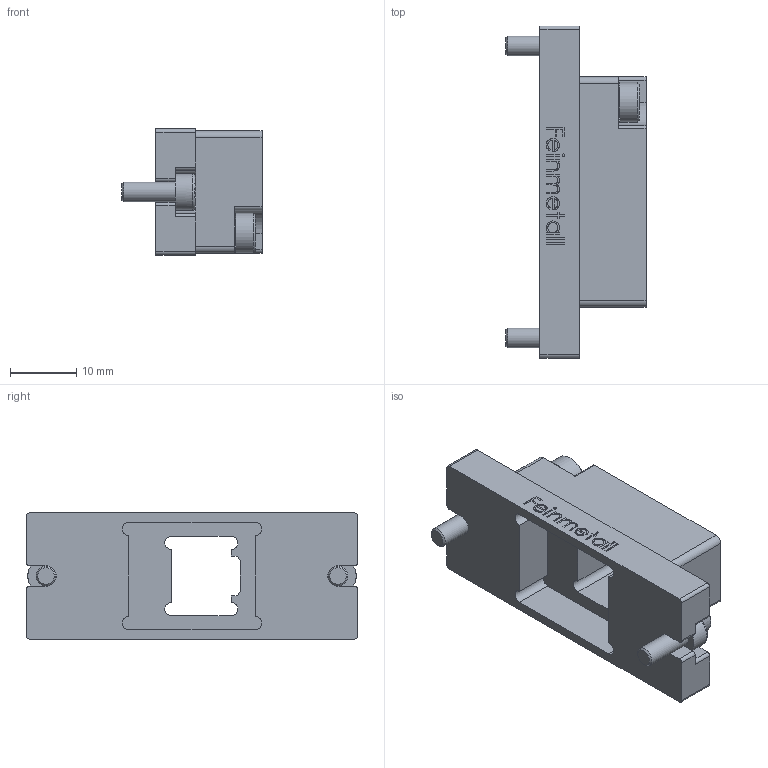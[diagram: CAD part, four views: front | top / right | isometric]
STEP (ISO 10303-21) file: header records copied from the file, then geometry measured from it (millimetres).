
FILE_DESCRIPTION (( 'STEP AP214' ), '1' );
FILE_NAME ('MOD-1023687-TC-H_201.STEP', '2023-05-05T12:43:10', ( '' ), ( '' ), 'SwSTEP 2.0', 'SolidWorks 2020', '' );
FILE_SCHEMA (( 'AUTOMOTIVE_DESIGN' ));
Length unit declared in the file: millimetre
Products named in the file (1): MOD-1023687-TC-H_201
Bounding box: 21.1 x 50 x 19 mm (x, y, z)
Volume: 8688.8 mm3; surface area: 4992.5 mm2
Topology: 1 solids, 1 shells, 236 faces, 625 edges, 414 vertices
Faces by surface type: plane 132, bspline 51, cylinder 48, cone 5
Full cylindrical faces by diameter (mm): 3 x3, 3.7 x2, 5.5 x2, 6 x2
Entity records: 12135 total; most frequent: CARTESIAN_POINT 3980, ORIENTED_EDGE 1212, DIRECTION 977, EDGE_CURVE 606, VERTEX_POINT 411, VECTOR 401, LINE 401, AXIS2_PLACEMENT_3D 288
